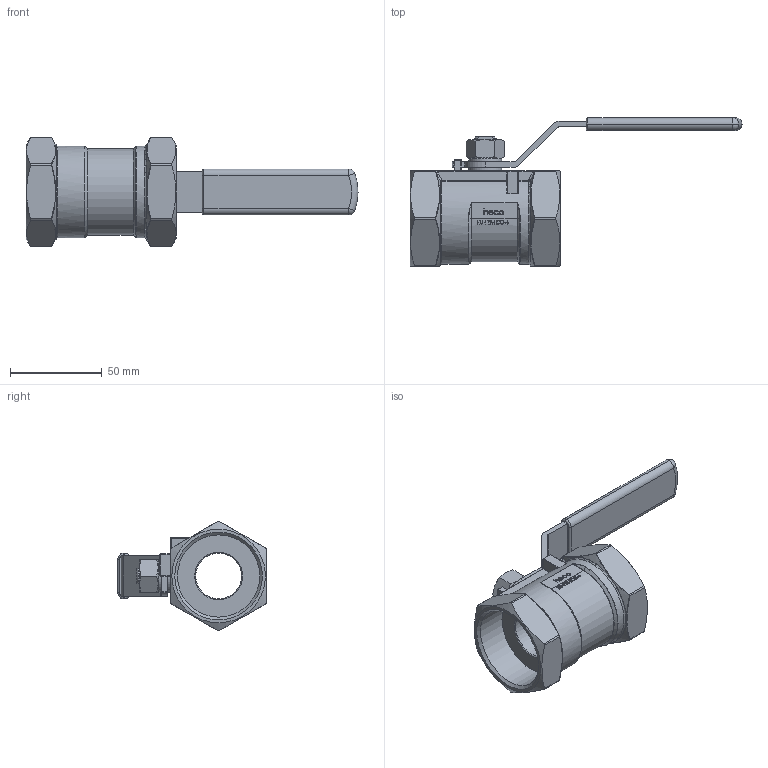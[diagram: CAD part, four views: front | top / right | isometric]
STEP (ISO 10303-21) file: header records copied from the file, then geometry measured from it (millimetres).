
FILE_DESCRIPTION (( 'STEP AP214' ), '1' );
FILE_NAME ('KU-112-ECO-4 Kugelhahn heco.STEP', '2015-05-27T07:26:42', ( 'test' ), ( '' ), 'SwSTEP 2.0', 'SolidWorks 2011', '' );
FILE_SCHEMA (( 'AUTOMOTIVE_DESIGN' ));
Length unit declared in the file: millimetre
Products named in the file (1): KU-112-ECO-4 Kugelhahn heco
Bounding box: 181 x 81 x 59.73 mm (x, y, z)
Volume: 112358.8 mm3; surface area: 36725.3 mm2
Topology: 2 solids, 2 shells, 615 faces, 1553 edges, 967 vertices
Faces by surface type: plane 256, bspline 194, cylinder 100, torus 29, cone 26, sphere 10
Full cylindrical faces by diameter (mm): 18 x2, 25 x1, 44.84 x2
Entity records: 33487 total; most frequent: CARTESIAN_POINT 13501, ORIENTED_EDGE 3032, DIRECTION 2183, EDGE_CURVE 1516, VERTEX_POINT 962, VECTOR 737, LINE 737, AXIS2_PLACEMENT_3D 723
